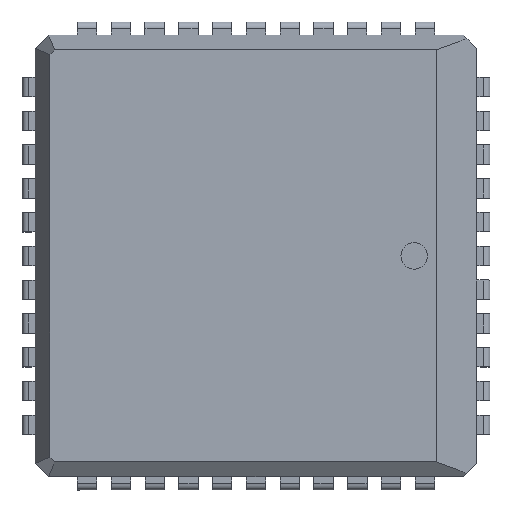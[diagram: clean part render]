
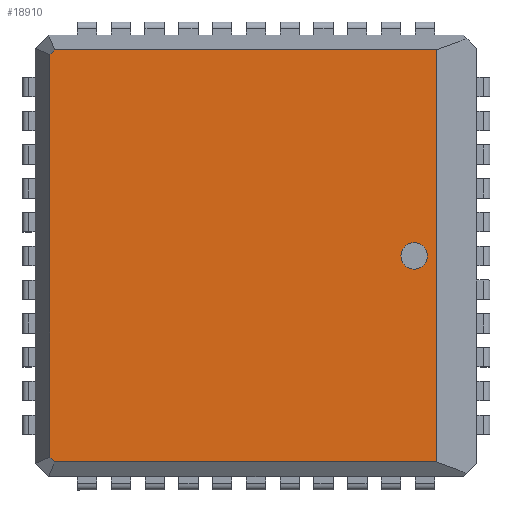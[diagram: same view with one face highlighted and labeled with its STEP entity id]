
A CAD part, top view. The second image highlights one B-rep face of the part: STEP entity #18910.
In plain terms, the highlighted planar face has unit normal (0, 0, 1).
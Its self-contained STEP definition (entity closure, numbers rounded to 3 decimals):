
#122 = LINE ( 'NONE', #14397, #18187 ) ;
#657 = CIRCLE ( 'NONE', #5528, 0.5 ) ;
#1014 = CARTESIAN_POINT ( 'NONE',  ( 0., -7.75, 4.3 ) ) ;
#1071 = CARTESIAN_POINT ( 'NONE',  ( 6.8, 0., 4.3 ) ) ;
#2503 = CARTESIAN_POINT ( 'NONE',  ( 6.8, -7.75, 4.3 ) ) ;
#2608 = LINE ( 'NONE', #9754, #4449 ) ;
#2687 = ORIENTED_EDGE ( 'NONE', *, *, #13790, .F. ) ;
#3159 = DIRECTION ( 'NONE',  ( 0., 0., -1. ) ) ;
#3349 = DIRECTION ( 'NONE',  ( -0.707, -0.707, 0. ) ) ;
#3886 = DIRECTION ( 'NONE',  ( 0., 0., -1. ) ) ;
#3966 = EDGE_LOOP ( 'NONE', ( #8217, #2687, #11318, #19600, #21320, #5754 ) ) ;
#4000 = CARTESIAN_POINT ( 'NONE',  ( 5.95, 0., 4.3 ) ) ;
#4449 = VECTOR ( 'NONE', #17345, 1000. ) ;
#4590 = CARTESIAN_POINT ( 'NONE',  ( 6.45, 0., 4.3 ) ) ;
#5151 = EDGE_CURVE ( 'NONE', #22101, #10164, #13368, .T. ) ;
#5215 = CARTESIAN_POINT ( 'NONE',  ( -7.572, 7.75, 4.3 ) ) ;
#5528 = AXIS2_PLACEMENT_3D ( 'NONE', #6670, #3159, #22460 ) ;
#5529 = EDGE_CURVE ( 'NONE', #6429, #23108, #122, .T. ) ;
#5575 = VERTEX_POINT ( 'NONE', #19673 ) ;
#5754 = ORIENTED_EDGE ( 'NONE', *, *, #18144, .T. ) ;
#5880 = AXIS2_PLACEMENT_3D ( 'NONE', #4000, #3886, #21678 ) ;
#6429 = VERTEX_POINT ( 'NONE', #13582 ) ;
#6670 = CARTESIAN_POINT ( 'NONE',  ( 5.95, 0., 4.3 ) ) ;
#6697 = ORIENTED_EDGE ( 'NONE', *, *, #5151, .T. ) ;
#7196 = CARTESIAN_POINT ( 'NONE',  ( 0., 7.75, 4.3 ) ) ;
#7636 = VECTOR ( 'NONE', #3349, 1000. ) ;
#7934 = LINE ( 'NONE', #1014, #10456 ) ;
#8017 = CARTESIAN_POINT ( 'NONE',  ( 0., 0., 4.3 ) ) ;
#8161 = DIRECTION ( 'NONE',  ( -1., 0., 0. ) ) ;
#8217 = ORIENTED_EDGE ( 'NONE', *, *, #5529, .F. ) ;
#8950 = VECTOR ( 'NONE', #11819, 1000. ) ;
#9009 = CARTESIAN_POINT ( 'NONE',  ( -7.572, -7.75, 4.3 ) ) ;
#9179 = LINE ( 'NONE', #7196, #9912 ) ;
#9754 = CARTESIAN_POINT ( 'NONE',  ( -7.661, -7.661, 4.3 ) ) ;
#9895 = FACE_BOUND ( 'NONE', #15022, .T. ) ;
#9912 = VECTOR ( 'NONE', #15979, 1000. ) ;
#10164 = VERTEX_POINT ( 'NONE', #4590 ) ;
#10456 = VECTOR ( 'NONE', #8161, 1000. ) ;
#10885 = DIRECTION ( 'NONE',  ( 0., 1., 0. ) ) ;
#11318 = ORIENTED_EDGE ( 'NONE', *, *, #13105, .F. ) ;
#11639 = DIRECTION ( 'NONE',  ( 0., 0., 1. ) ) ;
#11819 = DIRECTION ( 'NONE',  ( 0., -1., 0. ) ) ;
#11958 = VERTEX_POINT ( 'NONE', #2503 ) ;
#12451 = CARTESIAN_POINT ( 'NONE',  ( 6.8, 7.75, 4.3 ) ) ;
#12537 = EDGE_CURVE ( 'NONE', #16564, #11958, #15578, .T. ) ;
#13105 = EDGE_CURVE ( 'NONE', #11958, #16289, #7934, .T. ) ;
#13368 = CIRCLE ( 'NONE', #5880, 0.5 ) ;
#13517 = FACE_OUTER_BOUND ( 'NONE', #3966, .T. ) ;
#13582 = CARTESIAN_POINT ( 'NONE',  ( -7.75, -7.572, 4.3 ) ) ;
#13790 = EDGE_CURVE ( 'NONE', #16289, #6429, #2608, .T. ) ;
#14397 = CARTESIAN_POINT ( 'NONE',  ( -7.75, 0., 4.3 ) ) ;
#15022 = EDGE_LOOP ( 'NONE', ( #19832, #6697 ) ) ;
#15190 = CARTESIAN_POINT ( 'NONE',  ( -7.75, 7.572, 4.3 ) ) ;
#15535 = CARTESIAN_POINT ( 'NONE',  ( 5.45, 0., 4.3 ) ) ;
#15578 = LINE ( 'NONE', #1071, #8950 ) ;
#15979 = DIRECTION ( 'NONE',  ( 1., 0., 0. ) ) ;
#16289 = VERTEX_POINT ( 'NONE', #9009 ) ;
#16564 = VERTEX_POINT ( 'NONE', #12451 ) ;
#17345 = DIRECTION ( 'NONE',  ( -0.707, 0.707, 0. ) ) ;
#18144 = EDGE_CURVE ( 'NONE', #5575, #23108, #22752, .T. ) ;
#18187 = VECTOR ( 'NONE', #10885, 1000. ) ;
#18789 = DIRECTION ( 'NONE',  ( 1., 0., 0. ) ) ;
#18910 = ADVANCED_FACE ( 'NONE', ( #13517, #9895 ), #19017, .T. ) ;
#19017 = PLANE ( 'NONE',  #22177 ) ;
#19600 = ORIENTED_EDGE ( 'NONE', *, *, #12537, .F. ) ;
#19673 = CARTESIAN_POINT ( 'NONE',  ( -7.572, 7.75, 4.3 ) ) ;
#19832 = ORIENTED_EDGE ( 'NONE', *, *, #21638, .T. ) ;
#19922 = EDGE_CURVE ( 'NONE', #5575, #16564, #9179, .T. ) ;
#21320 = ORIENTED_EDGE ( 'NONE', *, *, #19922, .F. ) ;
#21638 = EDGE_CURVE ( 'NONE', #10164, #22101, #657, .T. ) ;
#21678 = DIRECTION ( 'NONE',  ( 1., 0., 0. ) ) ;
#22101 = VERTEX_POINT ( 'NONE', #15535 ) ;
#22177 = AXIS2_PLACEMENT_3D ( 'NONE', #8017, #11639, #18789 ) ;
#22460 = DIRECTION ( 'NONE',  ( 1., 0., 0. ) ) ;
#22752 = LINE ( 'NONE', #5215, #7636 ) ;
#23108 = VERTEX_POINT ( 'NONE', #15190 ) ;
